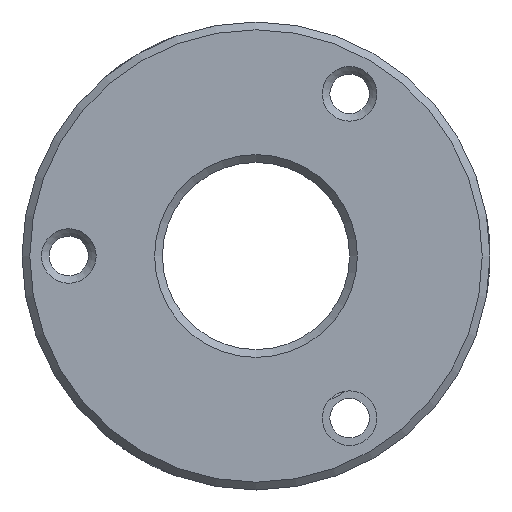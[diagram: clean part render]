
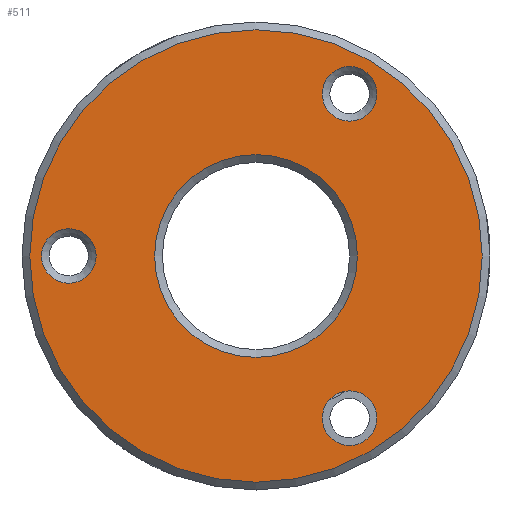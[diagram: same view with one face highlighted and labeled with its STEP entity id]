
A CAD part, left-side view. The second image highlights one B-rep face of the part: STEP entity #511.
In plain terms, the highlighted planar face has unit normal (-1, 0, 0).
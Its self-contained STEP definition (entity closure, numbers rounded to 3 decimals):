
#16=FACE_BOUND('',#162,.T.);
#17=FACE_BOUND('',#163,.T.);
#18=FACE_BOUND('',#164,.T.);
#19=FACE_BOUND('',#165,.T.);
#27=PLANE('',#560);
#85=CIRCLE('',#558,1.75);
#87=CIRCLE('',#561,14.5);
#88=CIRCLE('',#562,1.75);
#89=CIRCLE('',#563,6.5);
#90=CIRCLE('',#564,1.75);
#133=FACE_OUTER_BOUND('',#161,.T.);
#161=EDGE_LOOP('',(#403));
#162=EDGE_LOOP('',(#404));
#163=EDGE_LOOP('',(#405));
#164=EDGE_LOOP('',(#406));
#165=EDGE_LOOP('',(#407));
#239=VERTEX_POINT('',#2029);
#241=VERTEX_POINT('',#2035);
#242=VERTEX_POINT('',#2037);
#243=VERTEX_POINT('',#2039);
#244=VERTEX_POINT('',#2041);
#300=EDGE_CURVE('',#239,#239,#85,.T.);
#303=EDGE_CURVE('',#241,#241,#87,.T.);
#304=EDGE_CURVE('',#242,#242,#88,.T.);
#305=EDGE_CURVE('',#243,#243,#89,.T.);
#306=EDGE_CURVE('',#244,#244,#90,.T.);
#403=ORIENTED_EDGE('',*,*,#303,.F.);
#404=ORIENTED_EDGE('',*,*,#304,.F.);
#405=ORIENTED_EDGE('',*,*,#305,.F.);
#406=ORIENTED_EDGE('',*,*,#306,.F.);
#407=ORIENTED_EDGE('',*,*,#300,.F.);
#511=ADVANCED_FACE('',(#133,#16,#17,#18,#19),#27,.T.);
#558=AXIS2_PLACEMENT_3D('',#2030,#637,#638);
#560=AXIS2_PLACEMENT_3D('',#2034,#642,#643);
#561=AXIS2_PLACEMENT_3D('',#2036,#644,#645);
#562=AXIS2_PLACEMENT_3D('',#2038,#646,#647);
#563=AXIS2_PLACEMENT_3D('',#2040,#648,#649);
#564=AXIS2_PLACEMENT_3D('',#2042,#650,#651);
#637=DIRECTION('center_axis',(-1.,0.,0.));
#638=DIRECTION('ref_axis',(0.,0.866,-0.5));
#642=DIRECTION('center_axis',(-1.,0.,0.));
#643=DIRECTION('ref_axis',(0.,0.,1.));
#644=DIRECTION('center_axis',(1.,0.,0.));
#645=DIRECTION('ref_axis',(0.,-1.,0.));
#646=DIRECTION('center_axis',(-1.,0.,0.));
#647=DIRECTION('ref_axis',(0.,-0.866,-0.5));
#648=DIRECTION('center_axis',(-1.,0.,0.));
#649=DIRECTION('ref_axis',(0.,-1.,0.));
#650=DIRECTION('center_axis',(-1.,0.,0.));
#651=DIRECTION('ref_axis',(0.,0.,1.));
#2029=CARTESIAN_POINT('',(0.,-7.516,-9.517));
#2030=CARTESIAN_POINT('Origin',(0.,-6.,-10.392));
#2034=CARTESIAN_POINT('Origin',(0.,15.,0.));
#2035=CARTESIAN_POINT('',(0.,14.5,0.));
#2036=CARTESIAN_POINT('Origin',(0.,0.,0.));
#2037=CARTESIAN_POINT('',(0.,-4.484,11.267));
#2038=CARTESIAN_POINT('Origin',(0.,-6.,10.392));
#2039=CARTESIAN_POINT('',(0.,6.5,0.));
#2040=CARTESIAN_POINT('Origin',(0.,0.,0.));
#2041=CARTESIAN_POINT('',(0.,12.,-1.75));
#2042=CARTESIAN_POINT('Origin',(0.,12.,0.));
